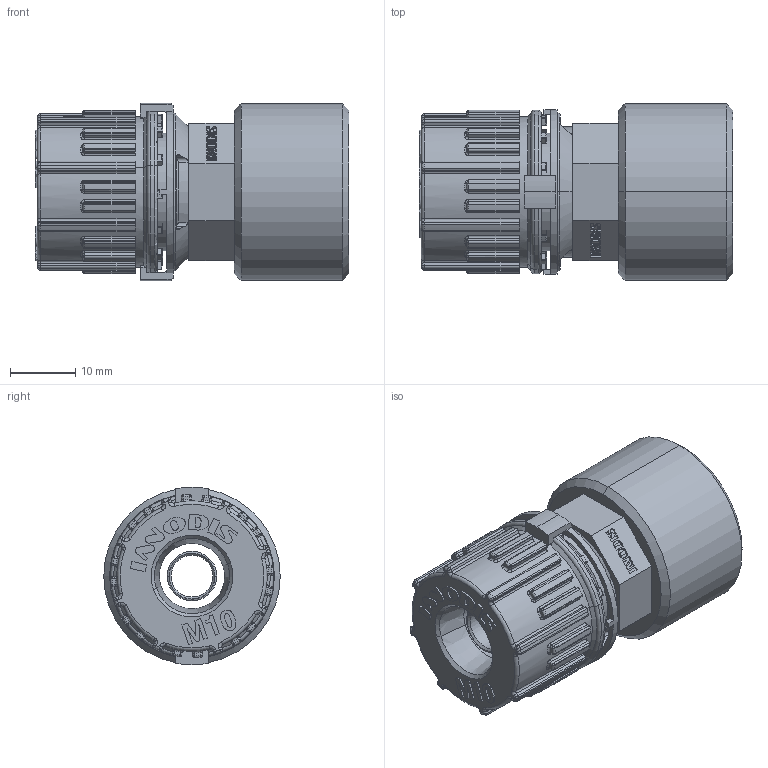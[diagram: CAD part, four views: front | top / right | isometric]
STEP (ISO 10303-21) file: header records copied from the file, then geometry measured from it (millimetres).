
FILE_DESCRIPTION (( 'STEP AP214' ), '1' );
FILE_NAME ('IFC-10m-R38-M1 (Ass''y).STEP', '2020-02-10T09:26:54', ( '' ), ( '' ), 'SwSTEP 2.0', 'SolidWorks 2018', '' );
FILE_SCHEMA (( 'AUTOMOTIVE_DESIGN' ));
Length unit declared in the file: millimetre
Products named in the file (1): IFC-10m-R38-M1 (Ass''y)
Bounding box: 48 x 27 x 27.17 mm (x, y, z)
Surface area: 7636.1 mm2 (no closed solid volume)
Topology: 0 solids, 5 shells, 875 faces, 2496 edges, 1562 vertices
Faces by surface type: plane 338, cylinder 310, torus 88, bspline 60, sphere 51, cone 28
Entity records: 39434 total; most frequent: CARTESIAN_POINT 7422, DIRECTION 4865, ORIENTED_EDGE 4439, EDGE_CURVE 2436, AXIS2_PLACEMENT_3D 1771, VERTEX_POINT 1540, VECTOR 1323, LINE 1323
